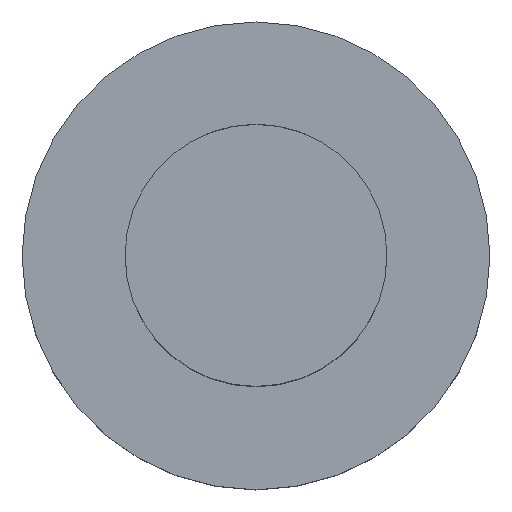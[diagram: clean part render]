
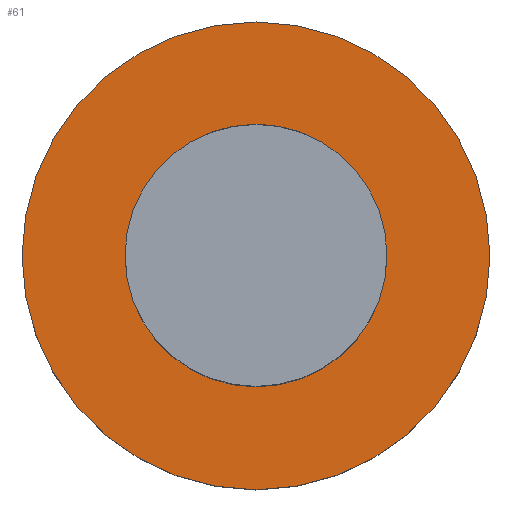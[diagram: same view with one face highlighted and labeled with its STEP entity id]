
A CAD part, top view. The second image highlights one B-rep face of the part: STEP entity #61.
In plain terms, the highlighted planar face has unit normal (0, 0, 1).
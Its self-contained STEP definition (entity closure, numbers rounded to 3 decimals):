
#61=ADVANCED_FACE('240[2]',(#158,#159),#160,.T.);
#78=EDGE_CURVE('240[2]',#185,#185,#186,.T.);
#98=EDGE_CURVE('240[2]',#215,#215,#216,.T.);
#158=FACE_BOUND('',#283,.T.);
#159=FACE_OUTER_BOUND('',#284,.T.);
#160=PLANE('',#285);
#185=VERTEX_POINT('',#385);
#186=CIRCLE('',#386,14.0);
#215=VERTEX_POINT('',#488);
#216=CIRCLE('',#489,25.0);
#283=EDGE_LOOP('',(#626));
#284=EDGE_LOOP('',(#627));
#285=AXIS2_PLACEMENT_3D('',#628,#629,#630);
#385=CARTESIAN_POINT('',(14.0,0.0,0.0));
#386=AXIS2_PLACEMENT_3D('',#649,#650,#651);
#488=CARTESIAN_POINT('',(0.,25.0,0.));
#489=AXIS2_PLACEMENT_3D('',#680,#681,#682);
#626=ORIENTED_EDGE('',*,*,#78,.T.);
#627=ORIENTED_EDGE('',*,*,#98,.T.);
#628=CARTESIAN_POINT('',(0.,12.5,0.));
#629=DIRECTION('',(0.,0.,1.0));
#630=DIRECTION('',(1.0,0.,0.0));
#649=CARTESIAN_POINT('',(0.0,0.0,0.));
#650=DIRECTION('',(0.,0.,-1.0));
#651=DIRECTION('',(1.0,0.,0.));
#680=CARTESIAN_POINT('',(0.0,0.0,0.0));
#681=DIRECTION('',(0.,0.,1.0));
#682=DIRECTION('',(0.,1.0,0.));
